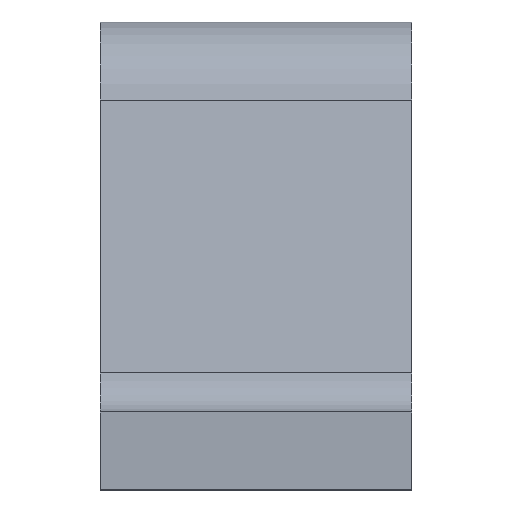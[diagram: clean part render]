
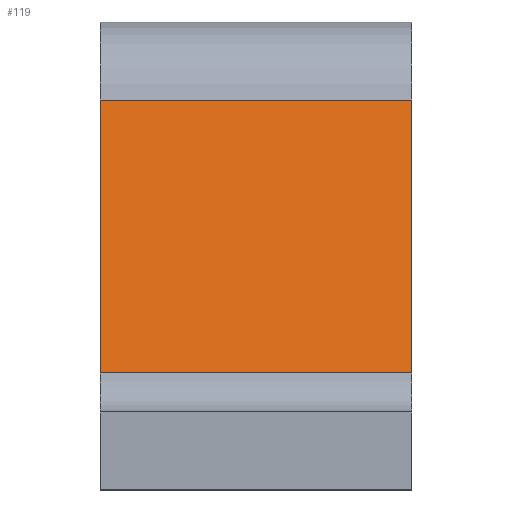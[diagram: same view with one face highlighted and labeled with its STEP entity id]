
A CAD part, front view. The second image highlights one B-rep face of the part: STEP entity #119.
In plain terms, the highlighted planar face has unit normal (0, -0.981, 0.196).
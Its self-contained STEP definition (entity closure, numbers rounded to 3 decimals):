
#15 = DIRECTION ( 'NONE',  ( 0., 0.981, -0.196 ) ) ;
#17 = LINE ( 'NONE', #382, #462 ) ;
#20 = PLANE ( 'NONE',  #149 ) ;
#24 = FACE_OUTER_BOUND ( 'NONE', #151, .T. ) ;
#37 = DIRECTION ( 'NONE',  ( 0., -0.196, -0.981 ) ) ;
#66 = CARTESIAN_POINT ( 'NONE',  ( -0.75, -0.92, 0.5 ) ) ;
#78 = VERTEX_POINT ( 'NONE', #288 ) ;
#81 = LINE ( 'NONE', #66, #159 ) ;
#82 = ORIENTED_EDGE ( 'NONE', *, *, #461, .F. ) ;
#89 = CARTESIAN_POINT ( 'NONE',  ( -0.75, -0.92, 0.5 ) ) ;
#96 = VECTOR ( 'NONE', #321, 1000. ) ;
#106 = CARTESIAN_POINT ( 'NONE',  ( -0.75, -0.92, 0.5 ) ) ;
#114 = ORIENTED_EDGE ( 'NONE', *, *, #243, .F. ) ;
#119 = ADVANCED_FACE ( 'NONE', ( #24 ), #20, .F. ) ;
#126 = VERTEX_POINT ( 'NONE', #491 ) ;
#139 = EDGE_CURVE ( 'NONE', #170, #289, #317, .T. ) ;
#149 = AXIS2_PLACEMENT_3D ( 'NONE', #89, #15, #283 ) ;
#151 = EDGE_LOOP ( 'NONE', ( #114, #340, #237, #82 ) ) ;
#159 = VECTOR ( 'NONE', #221, 1000. ) ;
#167 = CARTESIAN_POINT ( 'NONE',  ( -0.75, -0.99, 0.15 ) ) ;
#170 = VERTEX_POINT ( 'NONE', #484 ) ;
#179 = CARTESIAN_POINT ( 'NONE',  ( -0.75, -0.99, 0.15 ) ) ;
#221 = DIRECTION ( 'NONE',  ( 1., 0., 0. ) ) ;
#237 = ORIENTED_EDGE ( 'NONE', *, *, #139, .T. ) ;
#243 = EDGE_CURVE ( 'NONE', #126, #78, #81, .T. ) ;
#283 = DIRECTION ( 'NONE',  ( 0., 0.196, 0.981 ) ) ;
#288 = CARTESIAN_POINT ( 'NONE',  ( -0.75, -0.92, 0.5 ) ) ;
#289 = VERTEX_POINT ( 'NONE', #179 ) ;
#317 = LINE ( 'NONE', #167, #96 ) ;
#321 = DIRECTION ( 'NONE',  ( 1., 0., 0. ) ) ;
#340 = ORIENTED_EDGE ( 'NONE', *, *, #371, .F. ) ;
#353 = VECTOR ( 'NONE', #37, 1000. ) ;
#371 = EDGE_CURVE ( 'NONE', #170, #126, #17, .T. ) ;
#382 = CARTESIAN_POINT ( 'NONE',  ( -1.15, -0.99, 0.15 ) ) ;
#422 = LINE ( 'NONE', #106, #353 ) ;
#424 = DIRECTION ( 'NONE',  ( 0., 0.196, 0.981 ) ) ;
#461 = EDGE_CURVE ( 'NONE', #78, #289, #422, .T. ) ;
#462 = VECTOR ( 'NONE', #424, 1000. ) ;
#484 = CARTESIAN_POINT ( 'NONE',  ( -1.15, -0.99, 0.15 ) ) ;
#491 = CARTESIAN_POINT ( 'NONE',  ( -1.15, -0.92, 0.5 ) ) ;
